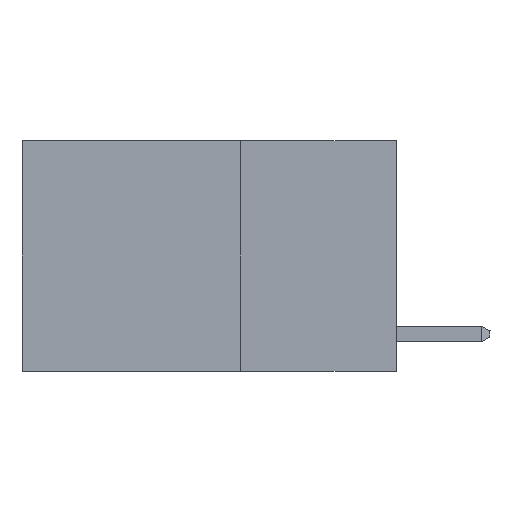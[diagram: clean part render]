
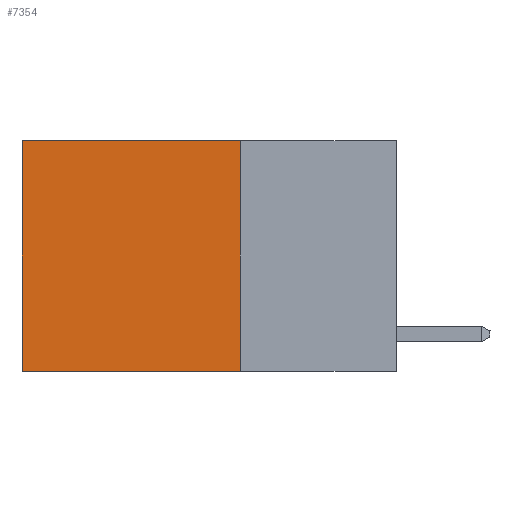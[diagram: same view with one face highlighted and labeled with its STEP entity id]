
A CAD part, left-side view. The second image highlights one B-rep face of the part: STEP entity #7354.
In plain terms, the highlighted planar face has unit normal (-1, 0, 0).
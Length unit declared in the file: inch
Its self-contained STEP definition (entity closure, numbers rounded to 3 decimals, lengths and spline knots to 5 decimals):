
#562 = CARTESIAN_POINT ( 'NONE',  ( 0.2625, 0.25, -0.37 ) ) ;
#644 = CARTESIAN_POINT ( 'NONE',  ( 0.2625, 0.25, -0.37 ) ) ;
#2117 = DIRECTION ( 'NONE',  ( 0., 1., 0. ) ) ;
#2425 = VERTEX_POINT ( 'NONE', #13260 ) ;
#2730 = AXIS2_PLACEMENT_3D ( 'NONE', #7608, #3013, #15794 ) ;
#3013 = DIRECTION ( 'NONE',  ( 1., 0., 0. ) ) ;
#3730 = VECTOR ( 'NONE', #18109, 39.37008 ) ;
#3832 = CARTESIAN_POINT ( 'NONE',  ( 0.2625, 0.6, 0. ) ) ;
#4149 = ORIENTED_EDGE ( 'NONE', *, *, #11524, .T. ) ;
#4471 = EDGE_CURVE ( 'NONE', #14952, #16808, #9451, .T. ) ;
#5730 = LINE ( 'NONE', #3832, #3730 ) ;
#5789 = LINE ( 'NONE', #16381, #12783 ) ;
#5815 = ORIENTED_EDGE ( 'NONE', *, *, #19297, .F. ) ;
#6192 = CARTESIAN_POINT ( 'NONE',  ( 0.2625, 0.6, -0.37 ) ) ;
#7354 = ADVANCED_FACE ( 'NONE', ( #19168 ), #7537, .F. ) ;
#7419 = CARTESIAN_POINT ( 'NONE',  ( 0.2625, 0.25, 0. ) ) ;
#7537 = PLANE ( 'NONE',  #2730 ) ;
#7608 = CARTESIAN_POINT ( 'NONE',  ( 0.2625, 0.25, 0. ) ) ;
#9344 = DIRECTION ( 'NONE',  ( 0., 1., 0. ) ) ;
#9451 = LINE ( 'NONE', #644, #9699 ) ;
#9699 = VECTOR ( 'NONE', #2117, 39.37008 ) ;
#10142 = VECTOR ( 'NONE', #13748, 39.37008 ) ;
#11524 = EDGE_CURVE ( 'NONE', #18350, #2425, #5789, .T. ) ;
#11912 = ORIENTED_EDGE ( 'NONE', *, *, #12619, .T. ) ;
#12619 = EDGE_CURVE ( 'NONE', #2425, #16808, #5730, .T. ) ;
#12783 = VECTOR ( 'NONE', #9344, 39.37008 ) ;
#13116 = EDGE_LOOP ( 'NONE', ( #11912, #18004, #5815, #4149 ) ) ;
#13260 = CARTESIAN_POINT ( 'NONE',  ( 0.2625, 0.6, 0. ) ) ;
#13748 = DIRECTION ( 'NONE',  ( 0., 0., -1. ) ) ;
#14952 = VERTEX_POINT ( 'NONE', #562 ) ;
#15794 = DIRECTION ( 'NONE',  ( 0., 0., -1. ) ) ;
#16381 = CARTESIAN_POINT ( 'NONE',  ( 0.2625, 0.25, 0. ) ) ;
#16808 = VERTEX_POINT ( 'NONE', #6192 ) ;
#16964 = CARTESIAN_POINT ( 'NONE',  ( 0.2625, 0.25, 0. ) ) ;
#18004 = ORIENTED_EDGE ( 'NONE', *, *, #4471, .F. ) ;
#18109 = DIRECTION ( 'NONE',  ( 0., 0., -1. ) ) ;
#18350 = VERTEX_POINT ( 'NONE', #7419 ) ;
#19168 = FACE_OUTER_BOUND ( 'NONE', #13116, .T. ) ;
#19297 = EDGE_CURVE ( 'NONE', #18350, #14952, #19947, .T. ) ;
#19947 = LINE ( 'NONE', #16964, #10142 ) ;
